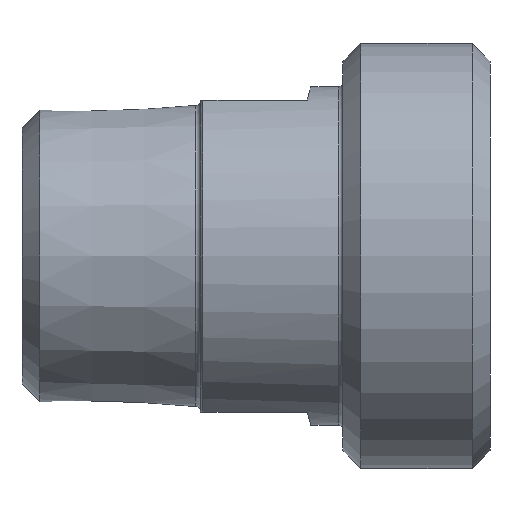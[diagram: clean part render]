
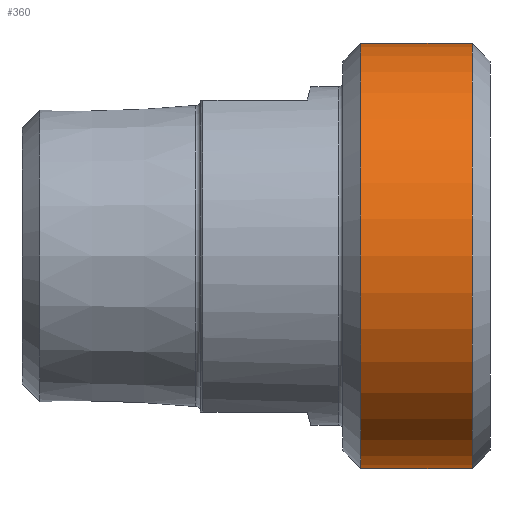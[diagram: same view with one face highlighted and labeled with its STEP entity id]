
A CAD part, front view. The second image highlights one B-rep face of the part: STEP entity #360.
In plain terms, the highlighted cylindrical face has radius 23.85 mm (diameter 47.7 mm), a full revolution.
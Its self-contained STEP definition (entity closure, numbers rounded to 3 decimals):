
#53=CIRCLE('',#427,23.85);
#54=CIRCLE('',#428,23.85);
#55=CIRCLE('',#430,23.85);
#56=CIRCLE('',#431,23.85);
#59=CYLINDRICAL_SURFACE('',#429,23.85);
#83=FACE_OUTER_BOUND('',#108,.T.);
#108=EDGE_LOOP('',(#322,#323,#324,#325,#326,#327));
#125=LINE('',#666,#142);
#142=VECTOR('',#550,23.85);
#176=VERTEX_POINT('',#656);
#177=VERTEX_POINT('',#657);
#178=VERTEX_POINT('',#662);
#179=VERTEX_POINT('',#663);
#224=EDGE_CURVE('',#176,#177,#53,.T.);
#225=EDGE_CURVE('',#177,#176,#54,.T.);
#227=EDGE_CURVE('',#178,#179,#55,.T.);
#228=EDGE_CURVE('',#179,#178,#56,.T.);
#229=EDGE_CURVE('',#179,#177,#125,.T.);
#322=ORIENTED_EDGE('',*,*,#227,.F.);
#323=ORIENTED_EDGE('',*,*,#228,.F.);
#324=ORIENTED_EDGE('',*,*,#229,.T.);
#325=ORIENTED_EDGE('',*,*,#224,.F.);
#326=ORIENTED_EDGE('',*,*,#225,.F.);
#327=ORIENTED_EDGE('',*,*,#229,.F.);
#360=ADVANCED_FACE('',(#83),#59,.T.);
#427=AXIS2_PLACEMENT_3D('',#658,#539,#540);
#428=AXIS2_PLACEMENT_3D('',#659,#541,#542);
#429=AXIS2_PLACEMENT_3D('',#661,#544,#545);
#430=AXIS2_PLACEMENT_3D('',#664,#546,#547);
#431=AXIS2_PLACEMENT_3D('',#665,#548,#549);
#539=DIRECTION('center_axis',(-1.,0.,0.));
#540=DIRECTION('ref_axis',(0.,-1.,0.));
#541=DIRECTION('center_axis',(-1.,0.,0.));
#542=DIRECTION('ref_axis',(0.,-1.,0.));
#544=DIRECTION('center_axis',(1.,0.,0.));
#545=DIRECTION('ref_axis',(0.,1.,0.));
#546=DIRECTION('center_axis',(1.,0.,0.));
#547=DIRECTION('ref_axis',(0.,-1.,0.));
#548=DIRECTION('center_axis',(1.,0.,0.));
#549=DIRECTION('ref_axis',(0.,-1.,0.));
#550=DIRECTION('',(-1.,0.,0.));
#656=CARTESIAN_POINT('',(-14.5,23.85,0.));
#657=CARTESIAN_POINT('',(-14.5,-23.85,0.));
#658=CARTESIAN_POINT('Origin',(-14.5,0.,0.));
#659=CARTESIAN_POINT('Origin',(-14.5,0.,0.));
#661=CARTESIAN_POINT('Origin',(-8.25,0.,0.));
#662=CARTESIAN_POINT('',(-2.,23.85,0.));
#663=CARTESIAN_POINT('',(-2.,-23.85,0.));
#664=CARTESIAN_POINT('Origin',(-2.,0.,0.));
#665=CARTESIAN_POINT('Origin',(-2.,0.,0.));
#666=CARTESIAN_POINT('',(-8.25,-23.85,0.));
